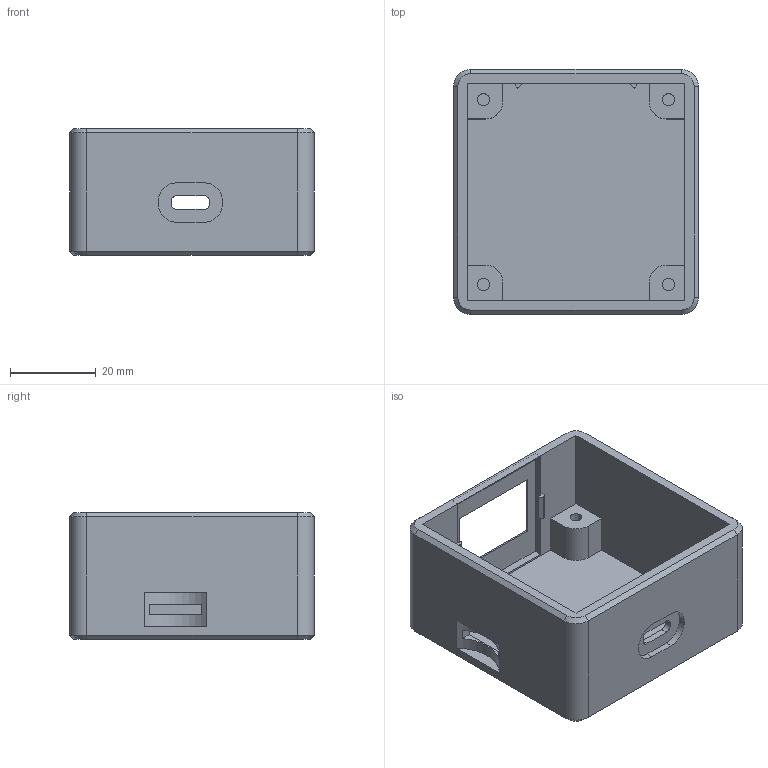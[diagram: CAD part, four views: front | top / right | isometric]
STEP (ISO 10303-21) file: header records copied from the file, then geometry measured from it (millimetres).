
FILE_DESCRIPTION(/* description */ (''),/* implementation_level */ '2;1');
FILE_NAME(/* name */ '',/* time_stamp */ '2023-10-19T12:21:04+08:00',/* author */ (''),/* organization */ (''),/* preprocessor_version */ 'ST-DEVELOPER v20',/* originating_system */ 'Autodesk Translation Framework v12.14.0.127',/* authorisation */ '');
FILE_SCHEMA (('AUTOMOTIVE_DESIGN { 1 0 10303 214 3 1 1 }'));
Length unit declared in the file: millimetre
Products named in the file (1): 外壳
Bounding box: 57 x 57 x 29.5 mm (x, y, z)
Volume: 22058.2 mm3; surface area: 18487.9 mm2
Topology: 1 solids, 1 shells, 112 faces, 280 edges, 180 vertices
Faces by surface type: plane 79, cylinder 25, cone 8
Full cylindrical faces by diameter (mm): 2.8 x4
Entity records: 3356 total; most frequent: CARTESIAN_POINT 573, DIRECTION 566, ORIENTED_EDGE 560, EDGE_CURVE 280, LINE 220, VECTOR 220, VERTEX_POINT 180, AXIS2_PLACEMENT_3D 173
